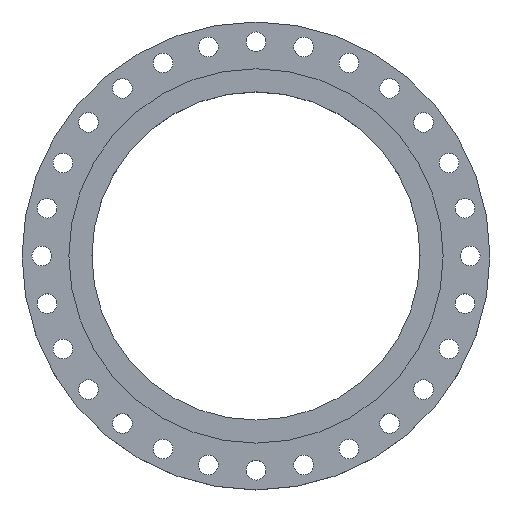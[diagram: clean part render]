
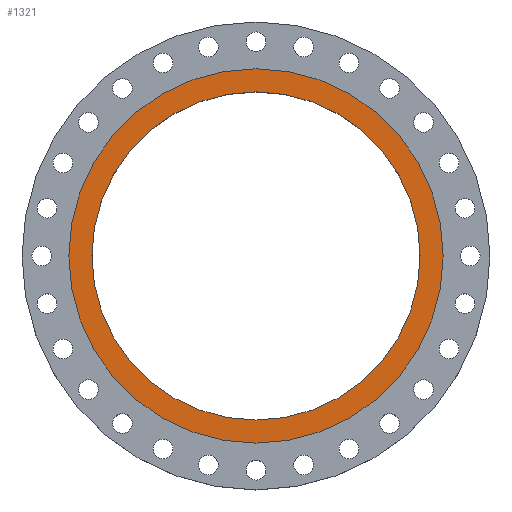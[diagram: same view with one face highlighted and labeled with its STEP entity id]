
A CAD part, top view. The second image highlights one B-rep face of the part: STEP entity #1321.
In plain terms, the highlighted planar face has unit normal (0, 0, 1).
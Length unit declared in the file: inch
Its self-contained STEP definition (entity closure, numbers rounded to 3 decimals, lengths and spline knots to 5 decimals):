
#82 = VERTEX_POINT ( 'NONE', #858 ) ;
#289 = DIRECTION ( 'NONE',  ( 1., 0., 0. ) ) ;
#346 = PLANE ( 'NONE',  #533 ) ;
#505 = DIRECTION ( 'NONE',  ( 0., 0., -1. ) ) ;
#533 = AXIS2_PLACEMENT_3D ( 'NONE', #2077, #505, #1297 ) ;
#593 = DIRECTION ( 'NONE',  ( 0., 0., 1. ) ) ;
#692 = FACE_BOUND ( 'NONE', #1851, .T. ) ;
#694 = AXIS2_PLACEMENT_3D ( 'NONE', #2178, #593, #964 ) ;
#719 = ORIENTED_EDGE ( 'NONE', *, *, #1432, .F. ) ;
#730 = CARTESIAN_POINT ( 'NONE',  ( -16.65625, 0., 0. ) ) ;
#773 = EDGE_CURVE ( 'NONE', #82, #2486, #1363, .T. ) ;
#858 = CARTESIAN_POINT ( 'NONE',  ( 16.65625, 0., 0. ) ) ;
#887 = CARTESIAN_POINT ( 'NONE',  ( 0., 0., 0. ) ) ;
#918 = ORIENTED_EDGE ( 'NONE', *, *, #1387, .T. ) ;
#964 = DIRECTION ( 'NONE',  ( 1., 0., 0. ) ) ;
#1054 = DIRECTION ( 'NONE',  ( 0., 0., 1. ) ) ;
#1058 = CARTESIAN_POINT ( 'NONE',  ( -19., 0., 0. ) ) ;
#1161 = CIRCLE ( 'NONE', #2070, 19. ) ;
#1188 = VERTEX_POINT ( 'NONE', #1058 ) ;
#1271 = EDGE_CURVE ( 'NONE', #1188, #1831, #1161, .T. ) ;
#1297 = DIRECTION ( 'NONE',  ( -1., 0., 0. ) ) ;
#1321 = ADVANCED_FACE ( 'NONE', ( #692, #1492 ), #346, .F. ) ;
#1327 = AXIS2_PLACEMENT_3D ( 'NONE', #1773, #1594, #1349 ) ;
#1349 = DIRECTION ( 'NONE',  ( 1., 0., 0. ) ) ;
#1363 = CIRCLE ( 'NONE', #1401, 16.65625 ) ;
#1387 = EDGE_CURVE ( 'NONE', #1831, #1188, #1780, .T. ) ;
#1401 = AXIS2_PLACEMENT_3D ( 'NONE', #1451, #1054, #289 ) ;
#1432 = EDGE_CURVE ( 'NONE', #2486, #82, #2025, .T. ) ;
#1451 = CARTESIAN_POINT ( 'NONE',  ( 0., 0., 0. ) ) ;
#1492 = FACE_OUTER_BOUND ( 'NONE', #2026, .T. ) ;
#1516 = DIRECTION ( 'NONE',  ( 0., 0., 1. ) ) ;
#1594 = DIRECTION ( 'NONE',  ( 0., 0., 1. ) ) ;
#1726 = ORIENTED_EDGE ( 'NONE', *, *, #773, .F. ) ;
#1773 = CARTESIAN_POINT ( 'NONE',  ( 0., 0., 0. ) ) ;
#1780 = CIRCLE ( 'NONE', #694, 19. ) ;
#1831 = VERTEX_POINT ( 'NONE', #2540 ) ;
#1851 = EDGE_LOOP ( 'NONE', ( #1726, #719 ) ) ;
#1993 = ORIENTED_EDGE ( 'NONE', *, *, #1271, .T. ) ;
#2025 = CIRCLE ( 'NONE', #1327, 16.65625 ) ;
#2026 = EDGE_LOOP ( 'NONE', ( #918, #1993 ) ) ;
#2070 = AXIS2_PLACEMENT_3D ( 'NONE', #887, #1516, #2319 ) ;
#2077 = CARTESIAN_POINT ( 'NONE',  ( 0., 16.65625, 0. ) ) ;
#2178 = CARTESIAN_POINT ( 'NONE',  ( 0., 0., 0. ) ) ;
#2319 = DIRECTION ( 'NONE',  ( 1., 0., 0. ) ) ;
#2486 = VERTEX_POINT ( 'NONE', #730 ) ;
#2540 = CARTESIAN_POINT ( 'NONE',  ( 19., 0., 0. ) ) ;
